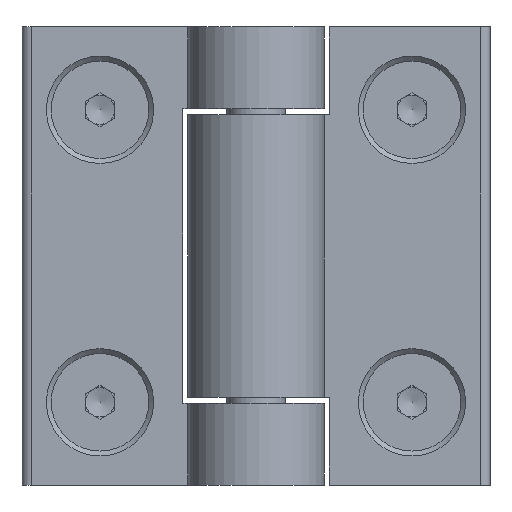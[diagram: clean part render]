
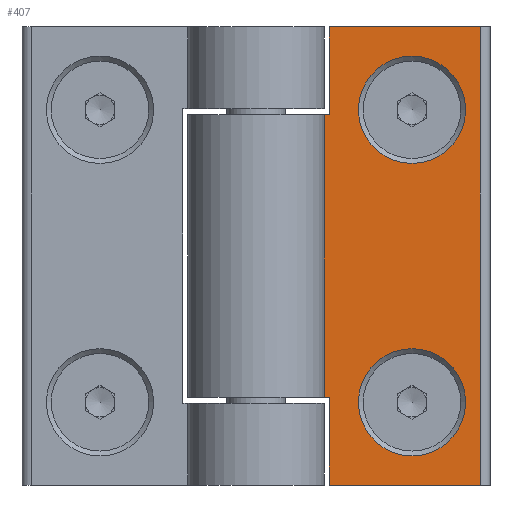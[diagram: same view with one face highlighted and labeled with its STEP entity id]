
A CAD part, top view. The second image highlights one B-rep face of the part: STEP entity #407.
In plain terms, the highlighted planar face has unit normal (0, 0, 1).
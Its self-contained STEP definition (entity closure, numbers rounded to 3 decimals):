
#407 = ADVANCED_FACE( '', ( #558, #559, #560 ), #561, .T. );
#558 = FACE_BOUND( '', #732, .T. );
#559 = FACE_BOUND( '', #733, .T. );
#560 = FACE_OUTER_BOUND( '', #734, .T. );
#561 = PLANE( '', #735 );
#732 = EDGE_LOOP( '', ( #1153 ) );
#733 = EDGE_LOOP( '', ( #1154 ) );
#734 = EDGE_LOOP( '', ( #1155, #1156, #1157, #1158, #1159, #1160, #1161, #1162 ) );
#735 = AXIS2_PLACEMENT_3D( '', #1163, #1164, #1165 );
#1153 = ORIENTED_EDGE( '', *, *, #1365, .F. );
#1154 = ORIENTED_EDGE( '', *, *, #1366, .F. );
#1155 = ORIENTED_EDGE( '', *, *, #1357, .T. );
#1156 = ORIENTED_EDGE( '', *, *, #1367, .F. );
#1157 = ORIENTED_EDGE( '', *, *, #1360, .T. );
#1158 = ORIENTED_EDGE( '', *, *, #1368, .F. );
#1159 = ORIENTED_EDGE( '', *, *, #1369, .F. );
#1160 = ORIENTED_EDGE( '', *, *, #1352, .F. );
#1161 = ORIENTED_EDGE( '', *, *, #1370, .F. );
#1162 = ORIENTED_EDGE( '', *, *, #1371, .F. );
#1163 = CARTESIAN_POINT( '', ( 0., 0., -2. ) );
#1164 = DIRECTION( '', ( 0., 0., 1. ) );
#1165 = DIRECTION( '', ( 1., 0., 0. ) );
#1352 = EDGE_CURVE( '', #1562, #1564, #1565, .F. );
#1357 = EDGE_CURVE( '', #1574, #1572, #1575, .T. );
#1360 = EDGE_CURVE( '', #1579, #1580, #1581, .T. );
#1365 = EDGE_CURVE( '', #1589, #1589, #1590, .T. );
#1366 = EDGE_CURVE( '', #1591, #1591, #1592, .T. );
#1367 = EDGE_CURVE( '', #1579, #1572, #1593, .T. );
#1368 = EDGE_CURVE( '', #1594, #1580, #1595, .T. );
#1369 = EDGE_CURVE( '', #1564, #1594, #1596, .T. );
#1370 = EDGE_CURVE( '', #1597, #1562, #1598, .T. );
#1371 = EDGE_CURVE( '', #1574, #1597, #1599, .T. );
#1562 = VERTEX_POINT( '', #1867 );
#1564 = VERTEX_POINT( '', #1869 );
#1565 = LINE( '', #1870, #1871 );
#1572 = VERTEX_POINT( '', #1880 );
#1574 = VERTEX_POINT( '', #1882 );
#1575 = LINE( '', #1883, #1884 );
#1579 = VERTEX_POINT( '', #1890 );
#1580 = VERTEX_POINT( '', #1891 );
#1581 = LINE( '', #1892, #1893 );
#1589 = VERTEX_POINT( '', #1904 );
#1590 = CIRCLE( '', #1905, 5.5 );
#1591 = VERTEX_POINT( '', #1906 );
#1592 = CIRCLE( '', #1907, 5.5 );
#1593 = LINE( '', #1908, #1909 );
#1594 = VERTEX_POINT( '', #1910 );
#1595 = LINE( '', #1911, #1912 );
#1596 = LINE( '', #1913, #1914 );
#1597 = VERTEX_POINT( '', #1915 );
#1598 = LINE( '', #1916, #1917 );
#1599 = LINE( '', #1918, #1919 );
#1867 = CARTESIAN_POINT( '', ( 6.708, -14.5, -2. ) );
#1869 = CARTESIAN_POINT( '', ( 6.708, 14.5, -2. ) );
#1870 = CARTESIAN_POINT( '', ( 6.708, -23.5, -2. ) );
#1871 = VECTOR( '', #2121, 1000. );
#1880 = CARTESIAN_POINT( '', ( 23., -23.5, -2. ) );
#1882 = CARTESIAN_POINT( '', ( 7.5, -23.5, -2. ) );
#1883 = CARTESIAN_POINT( '', ( 0., -23.5, -2. ) );
#1884 = VECTOR( '', #2130, 1000. );
#1890 = CARTESIAN_POINT( '', ( 23., 23.5, -2. ) );
#1891 = CARTESIAN_POINT( '', ( 7.5, 23.5, -2. ) );
#1892 = CARTESIAN_POINT( '', ( 24., 23.5, -2. ) );
#1893 = VECTOR( '', #2133, 1000. );
#1904 = CARTESIAN_POINT( '', ( 21.5, -15., -2. ) );
#1905 = AXIS2_PLACEMENT_3D( '', #2140, #2141, #2142 );
#1906 = CARTESIAN_POINT( '', ( 21.5, 15., -2. ) );
#1907 = AXIS2_PLACEMENT_3D( '', #2143, #2144, #2145 );
#1908 = CARTESIAN_POINT( '', ( 23., 23.5, -2. ) );
#1909 = VECTOR( '', #2146, 1000. );
#1910 = CARTESIAN_POINT( '', ( 7.5, 14.5, -2. ) );
#1911 = CARTESIAN_POINT( '', ( 7.5, 0., -2. ) );
#1912 = VECTOR( '', #2147, 1000. );
#1913 = CARTESIAN_POINT( '', ( 0., 14.5, -2. ) );
#1914 = VECTOR( '', #2148, 1000. );
#1915 = CARTESIAN_POINT( '', ( 7.5, -14.5, -2. ) );
#1916 = CARTESIAN_POINT( '', ( 0., -14.5, -2. ) );
#1917 = VECTOR( '', #2149, 1000. );
#1918 = CARTESIAN_POINT( '', ( 7.5, 0., -2. ) );
#1919 = VECTOR( '', #2150, 1000. );
#2121 = DIRECTION( '', ( 0., -1., 0. ) );
#2130 = DIRECTION( '', ( 1., 0., 0. ) );
#2133 = DIRECTION( '', ( -1., 0., 0. ) );
#2140 = CARTESIAN_POINT( '', ( 16., -15., -2. ) );
#2141 = DIRECTION( '', ( 0., 0., 1. ) );
#2142 = DIRECTION( '', ( 1., 0., 0. ) );
#2143 = CARTESIAN_POINT( '', ( 16., 15., -2. ) );
#2144 = DIRECTION( '', ( 0., 0., 1. ) );
#2145 = DIRECTION( '', ( 1., 0., 0. ) );
#2146 = DIRECTION( '', ( 0., -1., 0. ) );
#2147 = DIRECTION( '', ( 0., 1., 0. ) );
#2148 = DIRECTION( '', ( 1., 0., 0. ) );
#2149 = DIRECTION( '', ( -1., 0., 0. ) );
#2150 = DIRECTION( '', ( 0., 1., 0. ) );
